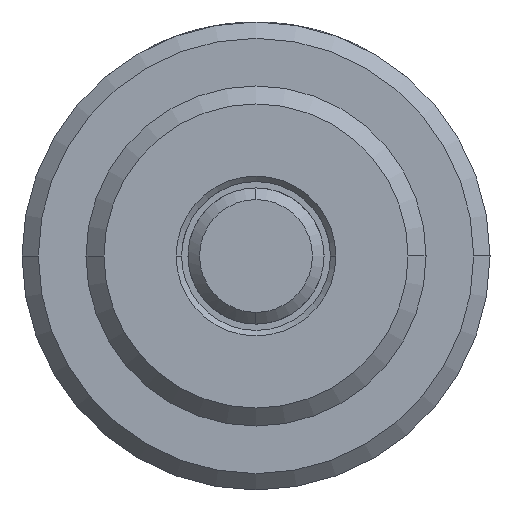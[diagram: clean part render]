
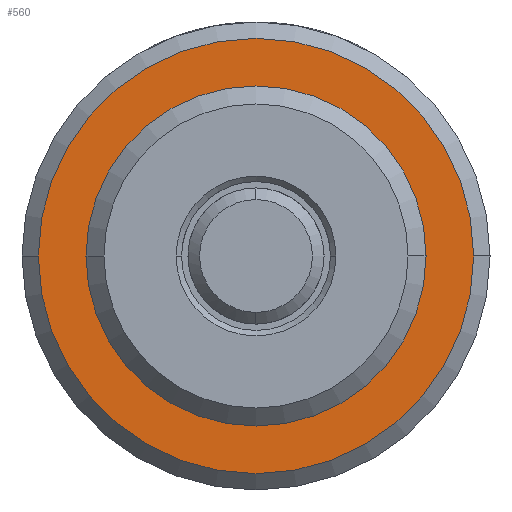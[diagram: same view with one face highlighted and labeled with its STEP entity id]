
A CAD part, left-side view. The second image highlights one B-rep face of the part: STEP entity #560.
In plain terms, the highlighted planar face has unit normal (-1, 0, 0).
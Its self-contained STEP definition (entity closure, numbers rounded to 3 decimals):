
#19 = CARTESIAN_POINT ( 'NONE',  ( 12.7, 0., 0. ) ) ;
#82 = CARTESIAN_POINT ( 'NONE',  ( 12.7, 0., 0. ) ) ;
#212 = CARTESIAN_POINT ( 'NONE',  ( 12.7, 0., 0. ) ) ;
#560 = ADVANCED_FACE ( 'NONE', ( #3623, #793 ), #2774, .F. ) ;
#676 = CIRCLE ( 'NONE', #4504, 7.906 ) ;
#700 = CARTESIAN_POINT ( 'NONE',  ( 12.7, 0., 10.16 ) ) ;
#736 = DIRECTION ( 'NONE',  ( 0., 0., -1. ) ) ;
#793 = FACE_BOUND ( 'NONE', #3200, .T. ) ;
#935 = DIRECTION ( 'NONE',  ( 1., 0., 0. ) ) ;
#1019 = ORIENTED_EDGE ( 'NONE', *, *, #5263, .F. ) ;
#1029 = ORIENTED_EDGE ( 'NONE', *, *, #4547, .F. ) ;
#1076 = DIRECTION ( 'NONE',  ( 0., 0., -1. ) ) ;
#1097 = EDGE_LOOP ( 'NONE', ( #1029, #1019 ) ) ;
#1165 = VERTEX_POINT ( 'NONE', #3438 ) ;
#1356 = EDGE_CURVE ( 'NONE', #3183, #3998, #1832, .T. ) ;
#1361 = AXIS2_PLACEMENT_3D ( 'NONE', #212, #3146, #1076 ) ;
#1586 = CARTESIAN_POINT ( 'NONE',  ( 12.7, 0., 0. ) ) ;
#1725 = DIRECTION ( 'NONE',  ( 0., 0., -1. ) ) ;
#1832 = CIRCLE ( 'NONE', #4354, 7.906 ) ;
#2008 = CIRCLE ( 'NONE', #2698, 10.16 ) ;
#2103 = DIRECTION ( 'NONE',  ( 1., 0., 0. ) ) ;
#2215 = CIRCLE ( 'NONE', #1361, 10.16 ) ;
#2276 = DIRECTION ( 'NONE',  ( 0., 0., -1. ) ) ;
#2484 = CARTESIAN_POINT ( 'NONE',  ( 12.7, 0., 7.906 ) ) ;
#2698 = AXIS2_PLACEMENT_3D ( 'NONE', #19, #2103, #1725 ) ;
#2774 = PLANE ( 'NONE',  #2902 ) ;
#2902 = AXIS2_PLACEMENT_3D ( 'NONE', #1586, #4415, #736 ) ;
#3043 = EDGE_CURVE ( 'NONE', #3998, #3183, #676, .T. ) ;
#3061 = DIRECTION ( 'NONE',  ( 0., 0., -1. ) ) ;
#3146 = DIRECTION ( 'NONE',  ( 1., 0., 0. ) ) ;
#3183 = VERTEX_POINT ( 'NONE', #2484 ) ;
#3200 = EDGE_LOOP ( 'NONE', ( #3578, #4396 ) ) ;
#3438 = CARTESIAN_POINT ( 'NONE',  ( 12.7, 0., -10.16 ) ) ;
#3559 = CARTESIAN_POINT ( 'NONE',  ( 12.7, 0., 0. ) ) ;
#3578 = ORIENTED_EDGE ( 'NONE', *, *, #3043, .T. ) ;
#3623 = FACE_OUTER_BOUND ( 'NONE', #1097, .T. ) ;
#3934 = CARTESIAN_POINT ( 'NONE',  ( 12.7, 0., -7.906 ) ) ;
#3998 = VERTEX_POINT ( 'NONE', #3934 ) ;
#4354 = AXIS2_PLACEMENT_3D ( 'NONE', #3559, #935, #2276 ) ;
#4396 = ORIENTED_EDGE ( 'NONE', *, *, #1356, .T. ) ;
#4415 = DIRECTION ( 'NONE',  ( 1., 0., 0. ) ) ;
#4504 = AXIS2_PLACEMENT_3D ( 'NONE', #82, #5115, #3061 ) ;
#4547 = EDGE_CURVE ( 'NONE', #4679, #1165, #2215, .T. ) ;
#4679 = VERTEX_POINT ( 'NONE', #700 ) ;
#5115 = DIRECTION ( 'NONE',  ( 1., 0., 0. ) ) ;
#5263 = EDGE_CURVE ( 'NONE', #1165, #4679, #2008, .T. ) ;
